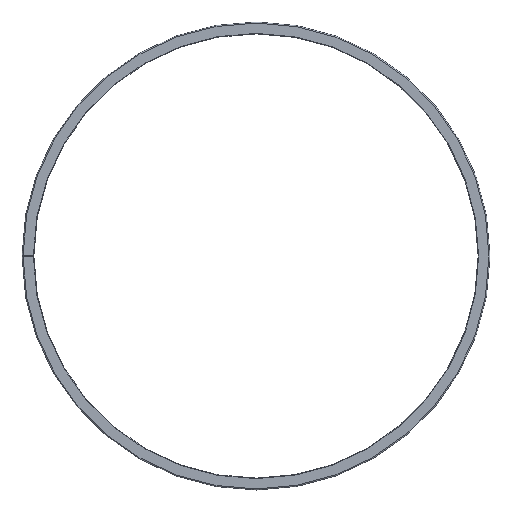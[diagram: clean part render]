
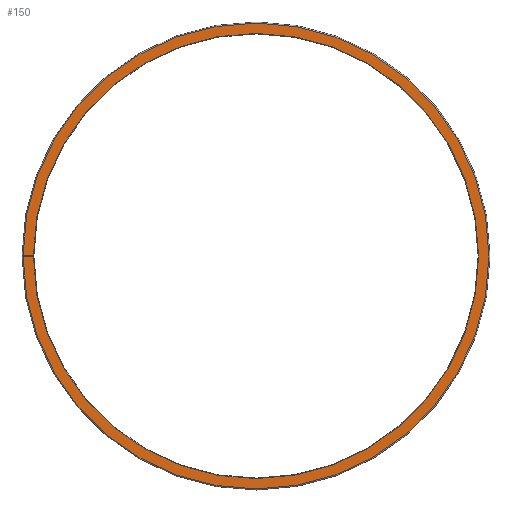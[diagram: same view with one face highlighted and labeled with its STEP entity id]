
A CAD part, left-side view. The second image highlights one B-rep face of the part: STEP entity #150.
In plain terms, the highlighted planar face has unit normal (-1, 0, 0).
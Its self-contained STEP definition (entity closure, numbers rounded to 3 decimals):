
#150=ADVANCED_FACE('',(#206),#186,.T.);
#186=PLANE('',#1037);
#206=FACE_OUTER_BOUND('',#253,.T.);
#253=EDGE_LOOP('',(#514,#515,#516,#517));
#341=CIRCLE('',#1034,728.85);
#342=CIRCLE('',#1036,696.5);
#514=ORIENTED_EDGE('',*,*,#791,.F.);
#515=ORIENTED_EDGE('',*,*,#836,.F.);
#516=ORIENTED_EDGE('',*,*,#742,.T.);
#517=ORIENTED_EDGE('',*,*,#837,.T.);
#652=VERTEX_POINT('',#1437);
#653=VERTEX_POINT('',#1439);
#700=VERTEX_POINT('',#1536);
#701=VERTEX_POINT('',#1538);
#742=EDGE_CURVE('',#653,#652,#872,.T.);
#791=EDGE_CURVE('',#700,#701,#897,.T.);
#836=EDGE_CURVE('',#653,#700,#341,.T.);
#837=EDGE_CURVE('',#652,#701,#342,.T.);
#872=LINE('',#1438,#920);
#897=LINE('',#1537,#945);
#920=VECTOR('',#1115,1.);
#945=VECTOR('',#1192,1.);
#1034=AXIS2_PLACEMENT_3D('',#1625,#1288,#1289);
#1036=AXIS2_PLACEMENT_3D('',#1627,#1292,#1293);
#1037=AXIS2_PLACEMENT_3D('',#1628,#1294,#1295);
#1115=DIRECTION('',(0.,-1.,-0.003));
#1192=DIRECTION('',(0.,-1.,0.003));
#1288=DIRECTION('',(1.,0.,0.));
#1289=DIRECTION('',(0.,0.,-1.));
#1292=DIRECTION('',(1.,0.,0.));
#1293=DIRECTION('',(0.,0.,-1.));
#1294=DIRECTION('',(-1.,0.,0.));
#1295=DIRECTION('',(0.,0.,1.));
#1437=CARTESIAN_POINT('',(0.,1.496,2.431));
#1438=CARTESIAN_POINT('',(0.,33.846,2.544));
#1439=CARTESIAN_POINT('',(0.,33.846,2.544));
#1536=CARTESIAN_POINT('',(0.,33.846,-2.544));
#1537=CARTESIAN_POINT('',(0.,33.846,-2.544));
#1538=CARTESIAN_POINT('',(0.,1.496,-2.431));
#1625=CARTESIAN_POINT('',(0.,-695.,0.));
#1627=CARTESIAN_POINT('',(0.,-695.,0.));
#1628=CARTESIAN_POINT('',(0.,33.846,2.544));
